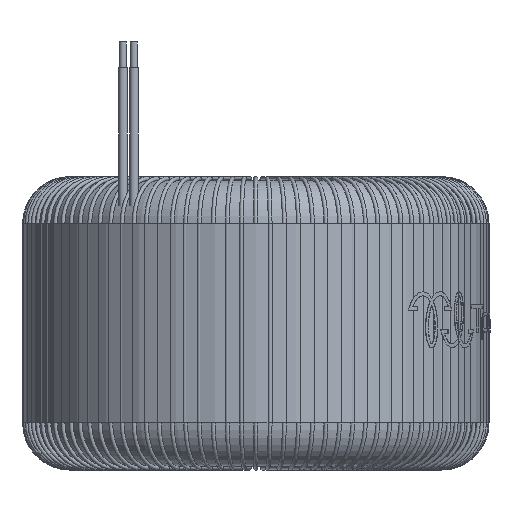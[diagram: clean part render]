
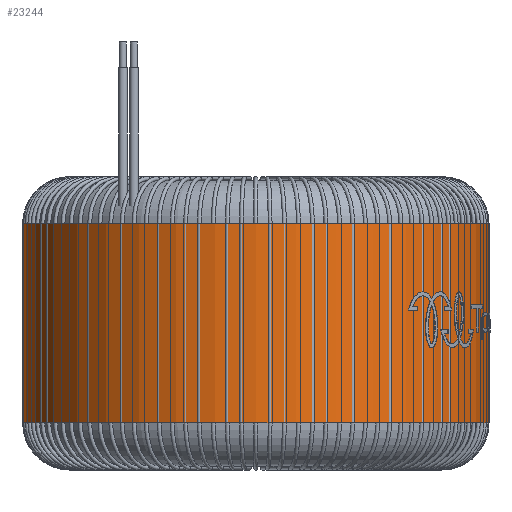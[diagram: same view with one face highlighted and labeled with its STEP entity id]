
A CAD part, left-side view. The second image highlights one B-rep face of the part: STEP entity #23244.
In plain terms, the highlighted cylindrical face has radius 27.01 mm (diameter 54.02 mm), a full revolution.
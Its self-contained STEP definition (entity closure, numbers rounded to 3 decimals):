
#2074=LINE('',#46042,#3023);
#3023=VECTOR('',#34198,27.);
#3475=CYLINDRICAL_SURFACE('',#26677,27.01);
#4721=FACE_OUTER_BOUND('',#5997,.T.);
#5997=EDGE_LOOP('',(#21536,#21537,#21538,#21539));
#8244=CIRCLE('',#26678,27.01);
#8245=CIRCLE('',#26679,27.01);
#10668=VERTEX_POINT('',#46039);
#10669=VERTEX_POINT('',#46041);
#14294=EDGE_CURVE('',#10668,#10668,#8244,.T.);
#14295=EDGE_CURVE('',#10668,#10669,#2074,.T.);
#14296=EDGE_CURVE('',#10669,#10669,#8245,.T.);
#21536=ORIENTED_EDGE('',*,*,#14294,.F.);
#21537=ORIENTED_EDGE('',*,*,#14295,.T.);
#21538=ORIENTED_EDGE('',*,*,#14296,.T.);
#21539=ORIENTED_EDGE('',*,*,#14295,.F.);
#23244=ADVANCED_FACE('',(#4721),#3475,.T.);
#26677=AXIS2_PLACEMENT_3D('',#46038,#34194,#34195);
#26678=AXIS2_PLACEMENT_3D('',#46040,#34196,#34197);
#26679=AXIS2_PLACEMENT_3D('',#46043,#34199,#34200);
#34194=DIRECTION('center_axis',(0.,0.,1.));
#34195=DIRECTION('ref_axis',(1.,0.,0.));
#34196=DIRECTION('center_axis',(0.,0.,1.));
#34197=DIRECTION('ref_axis',(1.,0.,0.));
#34198=DIRECTION('',(0.,0.,-1.));
#34199=DIRECTION('center_axis',(0.,0.,1.));
#34200=DIRECTION('ref_axis',(1.,0.,0.));
#46038=CARTESIAN_POINT('Origin',(0.,0.,5.));
#46039=CARTESIAN_POINT('',(-27.01,0.,28.));
#46040=CARTESIAN_POINT('Origin',(0.,0.,28.));
#46041=CARTESIAN_POINT('',(-27.01,0.,5.));
#46042=CARTESIAN_POINT('',(-27.01,0.,5.));
#46043=CARTESIAN_POINT('Origin',(0.,0.,5.));
